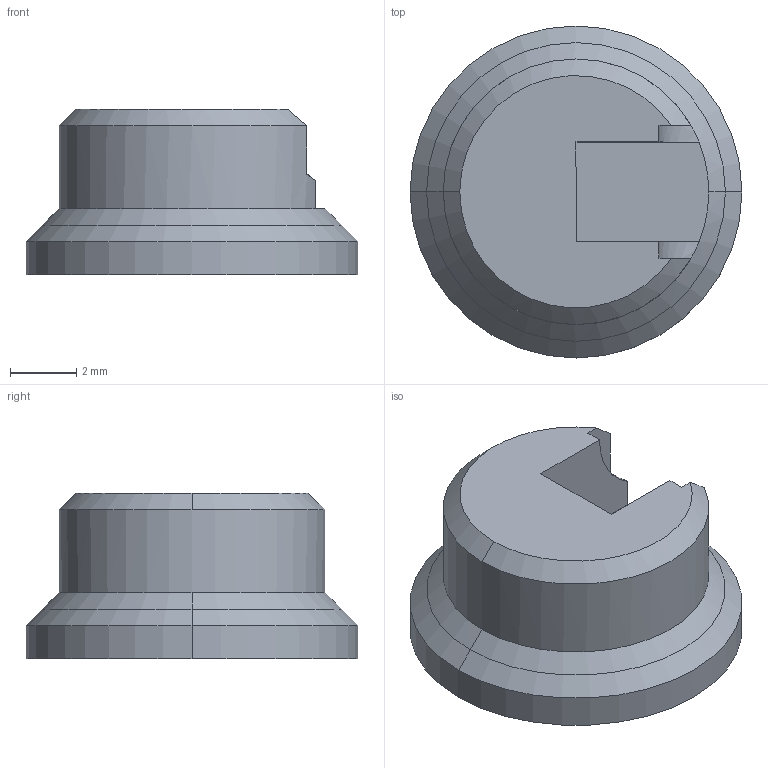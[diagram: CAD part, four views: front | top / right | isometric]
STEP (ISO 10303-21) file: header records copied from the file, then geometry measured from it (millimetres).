
FILE_DESCRIPTION (( 'STEP AP214' ), '1' );
FILE_NAME ('Link_1.STEP', '2020-10-06T10:12:28', ( '' ), ( '' ), 'SwSTEP 2.0', 'SolidWorks 2020', '' );
FILE_SCHEMA (( 'AUTOMOTIVE_DESIGN' ));
Length unit declared in the file: millimetre
Products named in the file (1): Link_1
Bounding box: 10 x 10 x 5 mm (x, y, z)
Volume: 254 mm3; surface area: 288.9 mm2
Topology: 1 solids, 1 shells, 19 faces, 45 edges, 28 vertices
Faces by surface type: plane 8, cone 6, cylinder 5
Entity records: 587 total; most frequent: CARTESIAN_POINT 105, DIRECTION 99, ORIENTED_EDGE 90, EDGE_CURVE 45, AXIS2_PLACEMENT_3D 38, VERTEX_POINT 28, LINE 23, VECTOR 23
